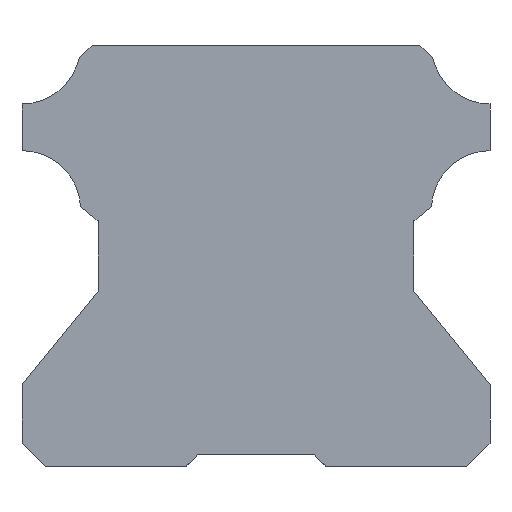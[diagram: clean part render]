
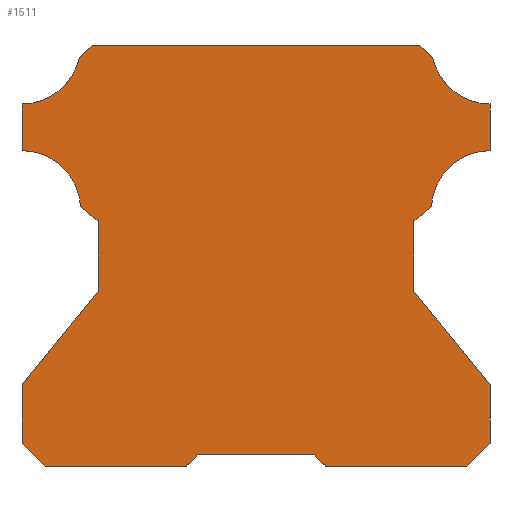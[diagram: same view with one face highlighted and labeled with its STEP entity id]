
A CAD part, front view. The second image highlights one B-rep face of the part: STEP entity #1511.
In plain terms, the highlighted planar face has unit normal (0, -1, 0).
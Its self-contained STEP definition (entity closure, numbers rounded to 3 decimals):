
#108=LINE('',#2553,#226);
#111=LINE('',#2559,#229);
#112=LINE('',#2561,#230);
#113=LINE('',#2563,#231);
#114=LINE('',#2565,#232);
#115=LINE('',#2567,#233);
#116=LINE('',#2569,#234);
#117=LINE('',#2573,#235);
#118=LINE('',#2577,#236);
#119=LINE('',#2579,#237);
#120=LINE('',#2581,#238);
#121=LINE('',#2585,#239);
#122=LINE('',#2589,#240);
#123=LINE('',#2591,#241);
#124=LINE('',#2593,#242);
#125=LINE('',#2595,#243);
#126=LINE('',#2597,#244);
#127=LINE('',#2599,#245);
#128=LINE('',#2601,#246);
#129=LINE('',#2602,#247);
#226=VECTOR('',#2108,10.);
#229=VECTOR('',#2115,10.);
#230=VECTOR('',#2116,10.);
#231=VECTOR('',#2117,10.);
#232=VECTOR('',#2118,10.);
#233=VECTOR('',#2119,10.);
#234=VECTOR('',#2120,10.);
#235=VECTOR('',#2123,10.);
#236=VECTOR('',#2126,10.);
#237=VECTOR('',#2127,10.);
#238=VECTOR('',#2128,10.);
#239=VECTOR('',#2131,10.);
#240=VECTOR('',#2134,10.);
#241=VECTOR('',#2135,10.);
#242=VECTOR('',#2136,10.);
#243=VECTOR('',#2137,10.);
#244=VECTOR('',#2138,10.);
#245=VECTOR('',#2139,10.);
#246=VECTOR('',#2140,10.);
#247=VECTOR('',#2141,10.);
#382=FACE_OUTER_BOUND('',#471,.T.);
#471=EDGE_LOOP('',(#1222,#1223,#1224,#1225,#1226,#1227,#1228,#1229,#1230,
#1231,#1232,#1233,#1234,#1235,#1236,#1237,#1238,#1239,#1240,#1241,#1242,
#1243,#1244,#1245));
#568=CIRCLE('',#1711,2.503);
#569=CIRCLE('',#1712,2.5);
#570=CIRCLE('',#1713,2.5);
#571=CIRCLE('',#1714,2.503);
#679=VERTEX_POINT('',#2550);
#680=VERTEX_POINT('',#2552);
#681=VERTEX_POINT('',#2558);
#682=VERTEX_POINT('',#2560);
#683=VERTEX_POINT('',#2562);
#684=VERTEX_POINT('',#2564);
#685=VERTEX_POINT('',#2566);
#686=VERTEX_POINT('',#2568);
#687=VERTEX_POINT('',#2570);
#688=VERTEX_POINT('',#2572);
#689=VERTEX_POINT('',#2574);
#690=VERTEX_POINT('',#2576);
#691=VERTEX_POINT('',#2578);
#692=VERTEX_POINT('',#2580);
#693=VERTEX_POINT('',#2582);
#694=VERTEX_POINT('',#2584);
#695=VERTEX_POINT('',#2586);
#696=VERTEX_POINT('',#2588);
#697=VERTEX_POINT('',#2590);
#698=VERTEX_POINT('',#2592);
#699=VERTEX_POINT('',#2594);
#700=VERTEX_POINT('',#2596);
#701=VERTEX_POINT('',#2598);
#702=VERTEX_POINT('',#2600);
#879=EDGE_CURVE('',#679,#680,#108,.T.);
#882=EDGE_CURVE('',#681,#679,#111,.T.);
#883=EDGE_CURVE('',#682,#681,#112,.T.);
#884=EDGE_CURVE('',#683,#682,#113,.T.);
#885=EDGE_CURVE('',#684,#683,#114,.T.);
#886=EDGE_CURVE('',#685,#684,#115,.T.);
#887=EDGE_CURVE('',#686,#685,#116,.T.);
#888=EDGE_CURVE('',#687,#686,#568,.T.);
#889=EDGE_CURVE('',#688,#687,#117,.T.);
#890=EDGE_CURVE('',#689,#688,#569,.T.);
#891=EDGE_CURVE('',#690,#689,#118,.T.);
#892=EDGE_CURVE('',#691,#690,#119,.T.);
#893=EDGE_CURVE('',#692,#691,#120,.T.);
#894=EDGE_CURVE('',#693,#692,#570,.T.);
#895=EDGE_CURVE('',#694,#693,#121,.T.);
#896=EDGE_CURVE('',#695,#694,#571,.T.);
#897=EDGE_CURVE('',#696,#695,#122,.T.);
#898=EDGE_CURVE('',#697,#696,#123,.T.);
#899=EDGE_CURVE('',#698,#697,#124,.T.);
#900=EDGE_CURVE('',#699,#698,#125,.T.);
#901=EDGE_CURVE('',#700,#699,#126,.T.);
#902=EDGE_CURVE('',#701,#700,#127,.T.);
#903=EDGE_CURVE('',#702,#701,#128,.T.);
#904=EDGE_CURVE('',#702,#680,#129,.T.);
#1222=ORIENTED_EDGE('',*,*,#879,.F.);
#1223=ORIENTED_EDGE('',*,*,#882,.F.);
#1224=ORIENTED_EDGE('',*,*,#883,.F.);
#1225=ORIENTED_EDGE('',*,*,#884,.F.);
#1226=ORIENTED_EDGE('',*,*,#885,.F.);
#1227=ORIENTED_EDGE('',*,*,#886,.F.);
#1228=ORIENTED_EDGE('',*,*,#887,.F.);
#1229=ORIENTED_EDGE('',*,*,#888,.F.);
#1230=ORIENTED_EDGE('',*,*,#889,.F.);
#1231=ORIENTED_EDGE('',*,*,#890,.F.);
#1232=ORIENTED_EDGE('',*,*,#891,.F.);
#1233=ORIENTED_EDGE('',*,*,#892,.F.);
#1234=ORIENTED_EDGE('',*,*,#893,.F.);
#1235=ORIENTED_EDGE('',*,*,#894,.F.);
#1236=ORIENTED_EDGE('',*,*,#895,.F.);
#1237=ORIENTED_EDGE('',*,*,#896,.F.);
#1238=ORIENTED_EDGE('',*,*,#897,.F.);
#1239=ORIENTED_EDGE('',*,*,#898,.F.);
#1240=ORIENTED_EDGE('',*,*,#899,.F.);
#1241=ORIENTED_EDGE('',*,*,#900,.F.);
#1242=ORIENTED_EDGE('',*,*,#901,.F.);
#1243=ORIENTED_EDGE('',*,*,#902,.F.);
#1244=ORIENTED_EDGE('',*,*,#903,.F.);
#1245=ORIENTED_EDGE('',*,*,#904,.T.);
#1435=PLANE('',#1710);
#1511=ADVANCED_FACE('',(#382),#1435,.F.);
#1710=AXIS2_PLACEMENT_3D('',#2557,#2113,#2114);
#1711=AXIS2_PLACEMENT_3D('',#2571,#2121,#2122);
#1712=AXIS2_PLACEMENT_3D('',#2575,#2124,#2125);
#1713=AXIS2_PLACEMENT_3D('',#2583,#2129,#2130);
#1714=AXIS2_PLACEMENT_3D('',#2587,#2132,#2133);
#2108=DIRECTION('',(-0.707,0.,0.707));
#2113=DIRECTION('center_axis',(0.,1.,0.));
#2114=DIRECTION('ref_axis',(0.,0.,1.));
#2115=DIRECTION('',(-1.,0.,0.));
#2116=DIRECTION('',(-0.707,0.,-0.707));
#2117=DIRECTION('',(0.,0.,-1.));
#2118=DIRECTION('',(0.631,0.,-0.776));
#2119=DIRECTION('',(0.,0.,-1.));
#2120=DIRECTION('',(-0.776,0.,-0.631));
#2121=DIRECTION('center_axis',(0.,-1.,0.));
#2122=DIRECTION('ref_axis',(0.999,0.,-0.045));
#2123=DIRECTION('',(0.,0.,-1.));
#2124=DIRECTION('center_axis',(0.,-1.,0.));
#2125=DIRECTION('ref_axis',(0.,0.,1.));
#2126=DIRECTION('',(0.742,0.,-0.671));
#2127=DIRECTION('',(1.,0.,0.));
#2128=DIRECTION('',(0.742,0.,0.671));
#2129=DIRECTION('center_axis',(0.,-1.,0.));
#2130=DIRECTION('ref_axis',(-1.,0.,0.));
#2131=DIRECTION('',(0.,0.,1.));
#2132=DIRECTION('center_axis',(0.,-1.,0.));
#2133=DIRECTION('ref_axis',(0.,0.,-1.));
#2134=DIRECTION('',(-0.776,0.,0.631));
#2135=DIRECTION('',(0.,0.,1.));
#2136=DIRECTION('',(0.631,0.,0.776));
#2137=DIRECTION('',(0.,0.,1.));
#2138=DIRECTION('',(-0.707,0.,0.707));
#2139=DIRECTION('',(-1.,0.,0.));
#2140=DIRECTION('',(-0.707,0.,-0.707));
#2141=DIRECTION('',(1.,0.,0.));
#2550=CARTESIAN_POINT('',(3.,0.,0.));
#2552=CARTESIAN_POINT('',(2.5,0.,0.5));
#2553=CARTESIAN_POINT('',(-1.159,0.,4.159));
#2557=CARTESIAN_POINT('Origin',(-4.512,0.,8.626));
#2558=CARTESIAN_POINT('',(9.,0.,0.));
#2559=CARTESIAN_POINT('',(0.,0.,0.));
#2560=CARTESIAN_POINT('',(10.,0.,1.));
#2561=CARTESIAN_POINT('',(8.028,0.,-0.972));
#2562=CARTESIAN_POINT('',(10.,0.,3.5));
#2563=CARTESIAN_POINT('',(10.,0.,3.5));
#2564=CARTESIAN_POINT('',(6.75,0.,7.5));
#2565=CARTESIAN_POINT('',(6.75,0.,7.5));
#2566=CARTESIAN_POINT('',(6.75,0.,10.5));
#2567=CARTESIAN_POINT('',(6.75,0.,10.5));
#2568=CARTESIAN_POINT('',(7.5,0.,11.109));
#2569=CARTESIAN_POINT('',(7.5,0.,11.109));
#2570=CARTESIAN_POINT('',(10.,0.,13.5));
#2571=CARTESIAN_POINT('Origin',(10.,0.,10.997));
#2572=CARTESIAN_POINT('',(10.,0.,15.5));
#2573=CARTESIAN_POINT('',(10.,0.,15.5));
#2574=CARTESIAN_POINT('',(7.55,0.,17.503));
#2575=CARTESIAN_POINT('Origin',(10.,0.,18.));
#2576=CARTESIAN_POINT('',(7.,0.,18.));
#2577=CARTESIAN_POINT('',(6.304,0.,18.63));
#2578=CARTESIAN_POINT('',(-7.,0.,18.));
#2579=CARTESIAN_POINT('',(-7.5,0.,18.));
#2580=CARTESIAN_POINT('',(-7.55,0.,17.503));
#2581=CARTESIAN_POINT('',(-8.785,0.,16.385));
#2582=CARTESIAN_POINT('',(-10.,0.,15.5));
#2583=CARTESIAN_POINT('Origin',(-10.,0.,18.));
#2584=CARTESIAN_POINT('',(-10.,0.,13.5));
#2585=CARTESIAN_POINT('',(-10.,0.,13.5));
#2586=CARTESIAN_POINT('',(-7.5,0.,11.109));
#2587=CARTESIAN_POINT('Origin',(-10.,0.,10.997));
#2588=CARTESIAN_POINT('',(-6.75,0.,10.5));
#2589=CARTESIAN_POINT('',(-6.75,0.,10.5));
#2590=CARTESIAN_POINT('',(-6.75,0.,7.5));
#2591=CARTESIAN_POINT('',(-6.75,0.,7.5));
#2592=CARTESIAN_POINT('',(-10.,0.,3.5));
#2593=CARTESIAN_POINT('',(-10.,0.,3.5));
#2594=CARTESIAN_POINT('',(-10.,0.,1.));
#2595=CARTESIAN_POINT('',(-10.,0.,0.));
#2596=CARTESIAN_POINT('',(-9.,0.,0.));
#2597=CARTESIAN_POINT('',(-10.284,0.,1.284));
#2598=CARTESIAN_POINT('',(-3.,0.,0.));
#2599=CARTESIAN_POINT('',(0.,0.,0.));
#2600=CARTESIAN_POINT('',(-2.5,0.,0.5));
#2601=CARTESIAN_POINT('',(-1.097,0.,1.903));
#2602=CARTESIAN_POINT('',(-3.506,0.,0.5));
